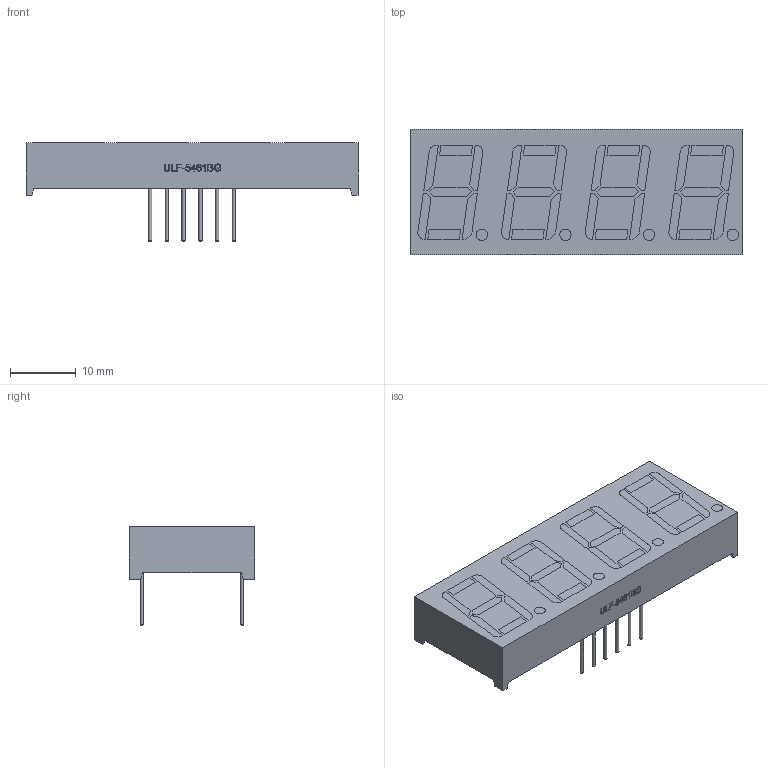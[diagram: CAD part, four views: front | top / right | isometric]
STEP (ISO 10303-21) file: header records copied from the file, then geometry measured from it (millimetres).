
FILE_DESCRIPTION(/* description */ (''),/* implementation_level */ '2;1');
FILE_NAME(/* name */ 'Indicator ULF 5461 BG (Green) v4.step',/* time_stamp */ '2019-01-10T10:58:23+02:00',/* author */ ('nspsig'),/* organization */ (''),/* preprocessor_version */ 'ST-DEVELOPER v17.2',/* originating_system */ 'Autodesk Translation Framework v7.6.0.251',/* authorisation */ '');
FILE_SCHEMA (('AUTOMOTIVE_DESIGN { 1 0 10303 214 3 1 1 }'));
Length unit declared in the file: millimetre
Products named in the file (1): Indicator ULF 5461 BG (Green)
Bounding box: 50.4 x 19 x 15 mm (x, y, z)
Volume: 6726.5 mm3; surface area: 3059.4 mm2
Topology: 1 solids, 1 shells, 420 faces, 1068 edges, 708 vertices
Faces by surface type: plane 272, bspline 104, cylinder 32, cone 12
Full cylindrical faces by diameter (mm): 0.5 x12, 1.7 x4
Entity records: 13550 total; most frequent: CARTESIAN_POINT 3965, ORIENTED_EDGE 2136, DIRECTION 1570, EDGE_CURVE 1068, LINE 784, VECTOR 784, VERTEX_POINT 708, EDGE_LOOP 478
